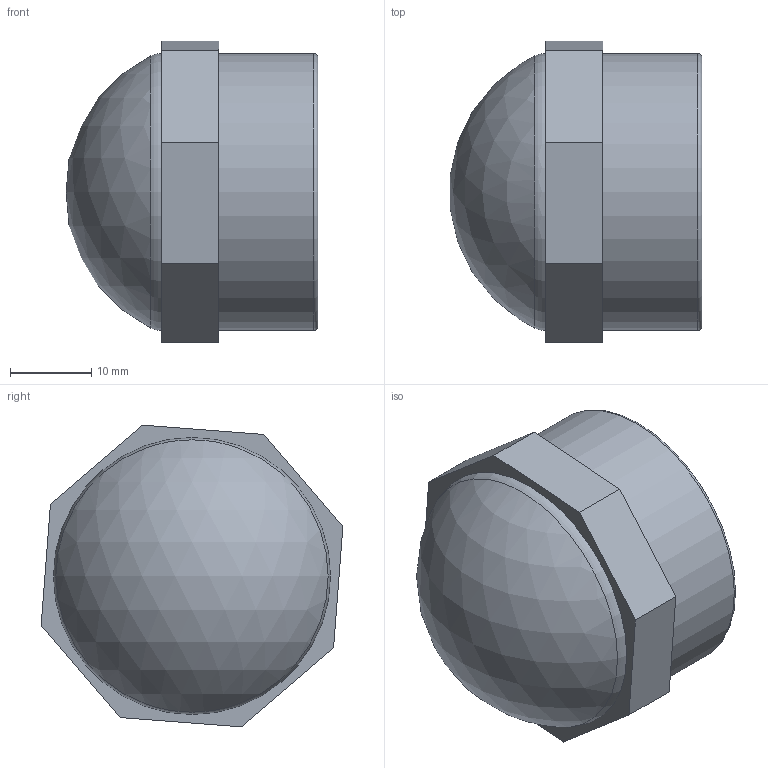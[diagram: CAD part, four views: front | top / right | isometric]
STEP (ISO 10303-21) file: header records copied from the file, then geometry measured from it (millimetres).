
FILE_DESCRIPTION(/* description */ (''),/* implementation_level */ '2;1');
FILE_NAME(/* name */ 'CA710250.ipt.stp',/* time_stamp */ '2017-01-24T18:36:46+01:00',/* author */ ('Gabriele'),/* organization */ (''),/* preprocessor_version */ 'ST-DEVELOPER v16.5',/* originating_system */ 'Autodesk Inventor 2017',/* authorisation */ '');
FILE_SCHEMA (('AUTOMOTIVE_DESIGN { 1 0 10303 214 3 1 1 }'));
Length unit declared in the file: millimetre
Products named in the file (1): CA710250
Bounding box: 30.88 x 37.04 x 37.04 mm (x, y, z)
Volume: 12834 mm3; surface area: 10112.1 mm2
Topology: 2 solids, 2 shells, 31 faces, 65 edges, 43 vertices
Faces by surface type: plane 15, bspline 6, cylinder 5, torus 3, sphere 2
Full cylindrical faces by diameter (mm): 25.44 x1, 26.44 x2, 34 x1
Entity records: 4861 total; most frequent: CARTESIAN_POINT 4232, ORIENTED_EDGE 116, DIRECTION 106, EDGE_CURVE 58, EDGE_LOOP 45, VERTEX_POINT 43, AXIS2_PLACEMENT_3D 41, FACE_OUTER_BOUND 31
